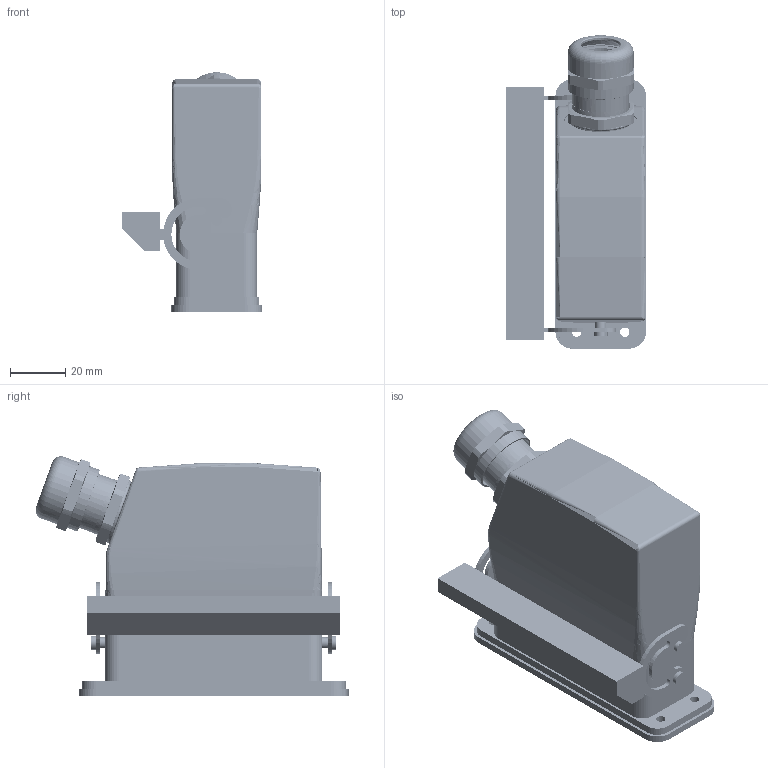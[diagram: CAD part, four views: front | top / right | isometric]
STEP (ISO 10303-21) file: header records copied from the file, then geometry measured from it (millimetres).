
FILE_DESCRIPTION(('CATIA V5 STEP Exchange','CAx-IF Rec.Pracs.--- Model Styling and Organization---1.4--- 2014-01-23'),'2;1');
FILE_NAME ('025261-3_1', '2019-10-28T11:35:52+00:00', ('none'), ('Weidmueller'), 'CATIA Version 5-6 Release 2016 SP3 HF44', 'CATIA V5 STEP AP214', 'none');
FILE_SCHEMA(('AUTOMOTIVE_DESIGN { 1 0 10303 214 1 1 1 1 }'));
Products named in the file (1): 1884300000
Bounding box: 51 x 113.84 x 87.12 mm (x, y, z)
Volume: 148738.9 mm3; surface area: 98149.6 mm2
Topology: 11 solids, 88 shells, 5706 faces, 16222 edges, 10749 vertices
Faces by surface type: plane 2684, cylinder 996, cone 866, torus 657, extrusion 216, sphere 192, bspline 87, revolution 8
Entity records: 201172 total; most frequent: CARTESIAN_POINT 67580, ORIENTED_EDGE 32440, DIRECTION 19660, EDGE_CURVE 16220, VERTEX_POINT 10749, AXIS2_PLACEMENT_3D 8117, VECTOR 7797, LINE 7581
